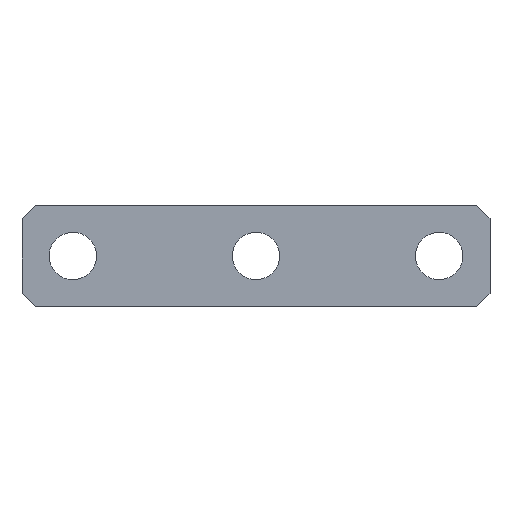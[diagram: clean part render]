
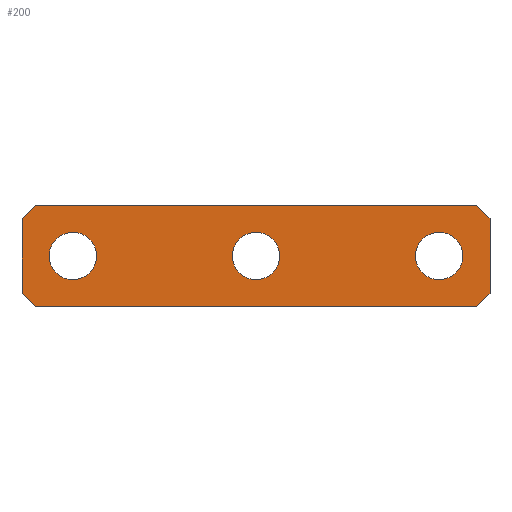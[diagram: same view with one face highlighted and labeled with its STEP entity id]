
A CAD part, top view. The second image highlights one B-rep face of the part: STEP entity #200.
In plain terms, the highlighted planar face has unit normal (0, 0, 1).
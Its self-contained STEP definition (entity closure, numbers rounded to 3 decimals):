
#55=AXIS2_PLACEMENT_3D('Circle Axis2P3D',#53,#54,$) ;
#79=AXIS2_PLACEMENT_3D('Circle Axis2P3D',#77,#78,$) ;
#92=AXIS2_PLACEMENT_3D('Plane Axis2P3D',#89,#90,#91) ;
#162=AXIS2_PLACEMENT_3D('Circle Axis2P3D',#160,#161,$) ;
#171=AXIS2_PLACEMENT_3D('Circle Axis2P3D',#169,#170,$) ;
#180=AXIS2_PLACEMENT_3D('Circle Axis2P3D',#178,#179,$) ;
#189=AXIS2_PLACEMENT_3D('Circle Axis2P3D',#187,#188,$) ;
#50=CARTESIAN_POINT('Vertex',(58.428,5.822,3.)) ;
#53=CARTESIAN_POINT('Axis2P3D Location',(61.5,7.5,3.)) ;
#57=CARTESIAN_POINT('Vertex',(64.572,9.178,3.)) ;
#77=CARTESIAN_POINT('Axis2P3D Location',(61.5,7.5,3.)) ;
#89=CARTESIAN_POINT('Axis2P3D Location',(0.,0.,3.)) ;
#94=CARTESIAN_POINT('Line Origine',(34.5,0.,3.)) ;
#98=CARTESIAN_POINT('Vertex',(2.,0.,3.)) ;
#100=CARTESIAN_POINT('Vertex',(67.,0.,3.)) ;
#103=CARTESIAN_POINT('Line Origine',(68.,1.,3.)) ;
#107=CARTESIAN_POINT('Vertex',(69.,2.,3.)) ;
#110=CARTESIAN_POINT('Line Origine',(69.,7.5,3.)) ;
#114=CARTESIAN_POINT('Vertex',(69.,13.,3.)) ;
#117=CARTESIAN_POINT('Line Origine',(68.,14.,3.)) ;
#121=CARTESIAN_POINT('Vertex',(67.,15.,3.)) ;
#124=CARTESIAN_POINT('Line Origine',(34.5,15.,3.)) ;
#128=CARTESIAN_POINT('Vertex',(2.,15.,3.)) ;
#131=CARTESIAN_POINT('Line Origine',(1.,14.,3.)) ;
#135=CARTESIAN_POINT('Vertex',(0.,13.,3.)) ;
#138=CARTESIAN_POINT('Line Origine',(0.,7.5,3.)) ;
#142=CARTESIAN_POINT('Vertex',(0.,2.,3.)) ;
#145=CARTESIAN_POINT('Line Origine',(1.,1.,3.)) ;
#160=CARTESIAN_POINT('Axis2P3D Location',(34.5,7.5,3.)) ;
#164=CARTESIAN_POINT('Vertex',(37.572,9.178,3.)) ;
#166=CARTESIAN_POINT('Vertex',(31.428,5.822,3.)) ;
#169=CARTESIAN_POINT('Axis2P3D Location',(34.5,7.5,3.)) ;
#178=CARTESIAN_POINT('Axis2P3D Location',(7.5,7.5,3.)) ;
#182=CARTESIAN_POINT('Vertex',(10.572,9.178,3.)) ;
#184=CARTESIAN_POINT('Vertex',(4.428,5.822,3.)) ;
#187=CARTESIAN_POINT('Axis2P3D Location',(7.5,7.5,3.)) ;
#54=DIRECTION('Axis2P3D Direction',(0.,0.,1.)) ;
#78=DIRECTION('Axis2P3D Direction',(0.,0.,1.)) ;
#90=DIRECTION('Axis2P3D Direction',(0.,0.,1.)) ;
#91=DIRECTION('Axis2P3D XDirection',(1.,0.,0.)) ;
#95=DIRECTION('Vector Direction',(1.,0.,0.)) ;
#104=DIRECTION('Vector Direction',(0.707,0.707,0.)) ;
#111=DIRECTION('Vector Direction',(0.,1.,0.)) ;
#118=DIRECTION('Vector Direction',(0.707,-0.707,0.)) ;
#125=DIRECTION('Vector Direction',(-1.,0.,0.)) ;
#132=DIRECTION('Vector Direction',(-0.707,-0.707,0.)) ;
#139=DIRECTION('Vector Direction',(0.,-1.,0.)) ;
#146=DIRECTION('Vector Direction',(-0.707,0.707,0.)) ;
#161=DIRECTION('Axis2P3D Direction',(0.,0.,1.)) ;
#170=DIRECTION('Axis2P3D Direction',(0.,0.,1.)) ;
#179=DIRECTION('Axis2P3D Direction',(0.,0.,1.)) ;
#188=DIRECTION('Axis2P3D Direction',(0.,0.,1.)) ;
#96=VECTOR('Line Direction',#95,1.) ;
#105=VECTOR('Line Direction',#104,1.) ;
#112=VECTOR('Line Direction',#111,1.) ;
#119=VECTOR('Line Direction',#118,1.) ;
#126=VECTOR('Line Direction',#125,1.) ;
#133=VECTOR('Line Direction',#132,1.) ;
#140=VECTOR('Line Direction',#139,1.) ;
#147=VECTOR('Line Direction',#146,1.) ;
#151=ORIENTED_EDGE('',*,*,#102,.T.) ;
#152=ORIENTED_EDGE('',*,*,#109,.T.) ;
#153=ORIENTED_EDGE('',*,*,#116,.T.) ;
#154=ORIENTED_EDGE('',*,*,#123,.T.) ;
#155=ORIENTED_EDGE('',*,*,#130,.T.) ;
#156=ORIENTED_EDGE('',*,*,#137,.T.) ;
#157=ORIENTED_EDGE('',*,*,#144,.T.) ;
#158=ORIENTED_EDGE('',*,*,#149,.T.) ;
#175=ORIENTED_EDGE('',*,*,#168,.F.) ;
#176=ORIENTED_EDGE('',*,*,#173,.F.) ;
#193=ORIENTED_EDGE('',*,*,#186,.F.) ;
#194=ORIENTED_EDGE('',*,*,#191,.F.) ;
#197=ORIENTED_EDGE('',*,*,#81,.F.) ;
#198=ORIENTED_EDGE('',*,*,#59,.F.) ;
#177=FACE_BOUND('',#174,.T.) ;
#195=FACE_BOUND('',#192,.T.) ;
#199=FACE_BOUND('',#196,.T.) ;
#200=ADVANCED_FACE('Hauptk\X2\00F6\X0\rper',(#159,#177,#195,#199),#93,.T.) ;
#56=CIRCLE('generated circle',#55,3.5) ;
#80=CIRCLE('generated circle',#79,3.5) ;
#163=CIRCLE('generated circle',#162,3.5) ;
#172=CIRCLE('generated circle',#171,3.5) ;
#181=CIRCLE('generated circle',#180,3.5) ;
#190=CIRCLE('generated circle',#189,3.5) ;
#59=EDGE_CURVE('',#51,#58,#56,.T.) ;
#81=EDGE_CURVE('',#58,#51,#80,.T.) ;
#102=EDGE_CURVE('',#99,#101,#97,.T.) ;
#109=EDGE_CURVE('',#101,#108,#106,.T.) ;
#116=EDGE_CURVE('',#108,#115,#113,.T.) ;
#123=EDGE_CURVE('',#115,#122,#120,.F.) ;
#130=EDGE_CURVE('',#122,#129,#127,.T.) ;
#137=EDGE_CURVE('',#129,#136,#134,.T.) ;
#144=EDGE_CURVE('',#136,#143,#141,.T.) ;
#149=EDGE_CURVE('',#143,#99,#148,.F.) ;
#168=EDGE_CURVE('',#165,#167,#163,.T.) ;
#173=EDGE_CURVE('',#167,#165,#172,.T.) ;
#186=EDGE_CURVE('',#183,#185,#181,.T.) ;
#191=EDGE_CURVE('',#185,#183,#190,.T.) ;
#150=EDGE_LOOP('',(#151,#152,#153,#154,#155,#156,#157,#158)) ;
#174=EDGE_LOOP('',(#175,#176)) ;
#192=EDGE_LOOP('',(#193,#194)) ;
#196=EDGE_LOOP('',(#197,#198)) ;
#159=FACE_OUTER_BOUND('',#150,.T.) ;
#97=LINE('Line',#94,#96) ;
#106=LINE('Line',#103,#105) ;
#113=LINE('Line',#110,#112) ;
#120=LINE('Line',#117,#119) ;
#127=LINE('Line',#124,#126) ;
#134=LINE('Line',#131,#133) ;
#141=LINE('Line',#138,#140) ;
#148=LINE('Line',#145,#147) ;
#93=PLANE('',#92) ;
#51=VERTEX_POINT('',#50) ;
#58=VERTEX_POINT('',#57) ;
#99=VERTEX_POINT('',#98) ;
#101=VERTEX_POINT('',#100) ;
#108=VERTEX_POINT('',#107) ;
#115=VERTEX_POINT('',#114) ;
#122=VERTEX_POINT('',#121) ;
#129=VERTEX_POINT('',#128) ;
#136=VERTEX_POINT('',#135) ;
#143=VERTEX_POINT('',#142) ;
#165=VERTEX_POINT('',#164) ;
#167=VERTEX_POINT('',#166) ;
#183=VERTEX_POINT('',#182) ;
#185=VERTEX_POINT('',#184) ;
